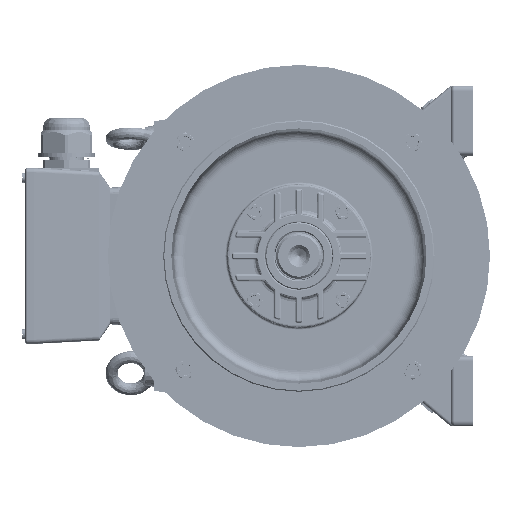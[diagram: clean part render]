
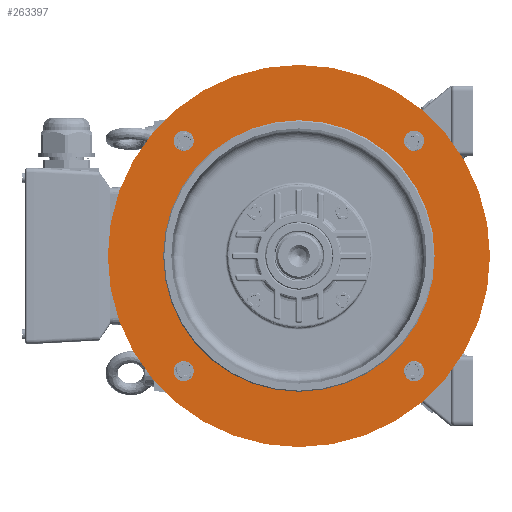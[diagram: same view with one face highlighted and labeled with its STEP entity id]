
A CAD part, left-side view. The second image highlights one B-rep face of the part: STEP entity #263397.
In plain terms, the highlighted planar face has unit normal (-1, 0, 0).
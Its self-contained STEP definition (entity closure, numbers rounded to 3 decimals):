
#2702 = ORIENTED_EDGE ( 'NONE', *, *, #316077, .F. ) ;
#7541 = CARTESIAN_POINT ( 'NONE',  ( -286.809, 110.866, 227.934 ) ) ;
#14513 = DIRECTION ( 'NONE',  ( -1., 0., 0. ) ) ;
#15752 = CARTESIAN_POINT ( 'NONE',  ( -286.809, -171.2, 334. ) ) ;
#16433 = CARTESIAN_POINT ( 'NONE',  ( -286.809, 4.8, 334. ) ) ;
#16584 = CARTESIAN_POINT ( 'NONE',  ( -286.809, 180.8, 334. ) ) ;
#26457 = CARTESIAN_POINT ( 'NONE',  ( -286.809, 4.8, 334. ) ) ;
#26770 = VERTEX_POINT ( 'NONE', #308963 ) ;
#32461 = AXIS2_PLACEMENT_3D ( 'NONE', #7541, #82298, #88264 ) ;
#34384 = CARTESIAN_POINT ( 'NONE',  ( -286.809, -92.016, 227.934 ) ) ;
#35219 = AXIS2_PLACEMENT_3D ( 'NONE', #46957, #294639, #179706 ) ;
#40789 = VERTEX_POINT ( 'NONE', #15752 ) ;
#42204 = ORIENTED_EDGE ( 'NONE', *, *, #228671, .F. ) ;
#43387 = DIRECTION ( 'NONE',  ( 0., 0., 1. ) ) ;
#45822 = VERTEX_POINT ( 'NONE', #320668 ) ;
#46957 = CARTESIAN_POINT ( 'NONE',  ( -286.809, -101.266, 440.066 ) ) ;
#49422 = DIRECTION ( 'NONE',  ( 0., -1., 0. ) ) ;
#63345 = DIRECTION ( 'NONE',  ( 0., 1., 0. ) ) ;
#69909 = VERTEX_POINT ( 'NONE', #34384 ) ;
#70811 = FACE_BOUND ( 'NONE', #268847, .T. ) ;
#71048 = DIRECTION ( 'NONE',  ( -1., 0., 0. ) ) ;
#72759 = CIRCLE ( 'NONE', #35219, 9.25 ) ;
#73496 = VERTEX_POINT ( 'NONE', #169839 ) ;
#74954 = EDGE_CURVE ( 'NONE', #269891, #270837, #72759, .T. ) ;
#76697 = CIRCLE ( 'NONE', #279656, 9.25 ) ;
#77372 = ORIENTED_EDGE ( 'NONE', *, *, #329701, .F. ) ;
#77465 = VERTEX_POINT ( 'NONE', #330565 ) ;
#79911 = DIRECTION ( 'NONE',  ( -1., 0., 0. ) ) ;
#82298 = DIRECTION ( 'NONE',  ( -1., 0., 0. ) ) ;
#83558 = ORIENTED_EDGE ( 'NONE', *, *, #297927, .F. ) ;
#84464 = AXIS2_PLACEMENT_3D ( 'NONE', #112977, #308887, #205305 ) ;
#85480 = DIRECTION ( 'NONE',  ( -1., 0., 0. ) ) ;
#88264 = DIRECTION ( 'NONE',  ( 0., 1., 0. ) ) ;
#88777 = CARTESIAN_POINT ( 'NONE',  ( -286.809, -92.016, 440.066 ) ) ;
#91348 = CARTESIAN_POINT ( 'NONE',  ( -286.809, -101.266, 440.066 ) ) ;
#93479 = DIRECTION ( 'NONE',  ( 0., -1., 0. ) ) ;
#104730 = PLANE ( 'NONE',  #307848 ) ;
#109268 = AXIS2_PLACEMENT_3D ( 'NONE', #123967, #14513, #43387 ) ;
#110700 = DIRECTION ( 'NONE',  ( -1., 0., 0. ) ) ;
#112937 = ORIENTED_EDGE ( 'NONE', *, *, #207731, .F. ) ;
#112977 = CARTESIAN_POINT ( 'NONE',  ( -286.809, 4.8, 334. ) ) ;
#115069 = CARTESIAN_POINT ( 'NONE',  ( -286.809, 110.866, 227.934 ) ) ;
#117973 = ORIENTED_EDGE ( 'NONE', *, *, #197011, .F. ) ;
#118283 = EDGE_CURVE ( 'NONE', #173692, #40789, #323401, .T. ) ;
#123967 = CARTESIAN_POINT ( 'NONE',  ( -286.809, 110.866, 440.066 ) ) ;
#125926 = DIRECTION ( 'NONE',  ( 0., -1., 0. ) ) ;
#136014 = DIRECTION ( 'NONE',  ( -1., 0., 0. ) ) ;
#136907 = CARTESIAN_POINT ( 'NONE',  ( -286.809, -110.516, 227.934 ) ) ;
#141011 = ORIENTED_EDGE ( 'NONE', *, *, #180620, .F. ) ;
#143564 = DIRECTION ( 'NONE',  ( -1., 0., 0. ) ) ;
#157311 = CARTESIAN_POINT ( 'NONE',  ( -286.809, 4.8, 334. ) ) ;
#162999 = FACE_BOUND ( 'NONE', #355913, .T. ) ;
#169008 = VERTEX_POINT ( 'NONE', #136907 ) ;
#169839 = CARTESIAN_POINT ( 'NONE',  ( -286.809, -120.2, 334. ) ) ;
#170472 = DIRECTION ( 'NONE',  ( -1., 0., 0. ) ) ;
#172684 = CIRCLE ( 'NONE', #263092, 9.25 ) ;
#173692 = VERTEX_POINT ( 'NONE', #16584 ) ;
#177229 = EDGE_LOOP ( 'NONE', ( #141011, #77372 ) ) ;
#177801 = AXIS2_PLACEMENT_3D ( 'NONE', #293468, #143564, #304755 ) ;
#178730 = ORIENTED_EDGE ( 'NONE', *, *, #118283, .T. ) ;
#179706 = DIRECTION ( 'NONE',  ( 0., -1., 0. ) ) ;
#180051 = CARTESIAN_POINT ( 'NONE',  ( -286.809, 4.8, 334. ) ) ;
#180255 = AXIS2_PLACEMENT_3D ( 'NONE', #26457, #170472, #49422 ) ;
#180346 = FACE_OUTER_BOUND ( 'NONE', #286203, .T. ) ;
#180620 = EDGE_CURVE ( 'NONE', #73496, #45822, #263270, .T. ) ;
#181029 = DIRECTION ( 'NONE',  ( 0., 0., 1. ) ) ;
#181356 = ORIENTED_EDGE ( 'NONE', *, *, #241264, .T. ) ;
#184484 = DIRECTION ( 'NONE',  ( -1., 0., 0. ) ) ;
#188916 = CARTESIAN_POINT ( 'NONE',  ( -286.809, -110.516, 440.066 ) ) ;
#191637 = FACE_BOUND ( 'NONE', #258450, .T. ) ;
#197011 = EDGE_CURVE ( 'NONE', #169008, #69909, #305485, .T. ) ;
#197468 = CIRCLE ( 'NONE', #318607, 125. ) ;
#205305 = DIRECTION ( 'NONE',  ( 0., -1., 0. ) ) ;
#207731 = EDGE_CURVE ( 'NONE', #69909, #169008, #344457, .T. ) ;
#219641 = CARTESIAN_POINT ( 'NONE',  ( -286.809, 101.616, 227.934 ) ) ;
#219851 = CIRCLE ( 'NONE', #32461, 9.25 ) ;
#221422 = DIRECTION ( 'NONE',  ( -1., 0., 0. ) ) ;
#228309 = DIRECTION ( 'NONE',  ( 0., 0., -1. ) ) ;
#228671 = EDGE_CURVE ( 'NONE', #270837, #269891, #76697, .T. ) ;
#229487 = EDGE_LOOP ( 'NONE', ( #42204, #248866 ) ) ;
#230394 = VERTEX_POINT ( 'NONE', #219641 ) ;
#231589 = EDGE_CURVE ( 'NONE', #77465, #230394, #219851, .T. ) ;
#232810 = CIRCLE ( 'NONE', #109268, 9.25 ) ;
#239946 = CARTESIAN_POINT ( 'NONE',  ( -286.809, -101.266, 227.934 ) ) ;
#241264 = EDGE_CURVE ( 'NONE', #40789, #173692, #344722, .T. ) ;
#244810 = ORIENTED_EDGE ( 'NONE', *, *, #298074, .F. ) ;
#245005 = CARTESIAN_POINT ( 'NONE',  ( -286.809, 120.116, 440.066 ) ) ;
#248866 = ORIENTED_EDGE ( 'NONE', *, *, #74954, .F. ) ;
#249343 = FACE_BOUND ( 'NONE', #177229, .T. ) ;
#249458 = VERTEX_POINT ( 'NONE', #245005 ) ;
#258450 = EDGE_LOOP ( 'NONE', ( #117973, #112937 ) ) ;
#260898 = FACE_BOUND ( 'NONE', #229487, .T. ) ;
#263092 = AXIS2_PLACEMENT_3D ( 'NONE', #115069, #184484, #63345 ) ;
#263270 = CIRCLE ( 'NONE', #316040, 125. ) ;
#263397 = ADVANCED_FACE ( 'NONE', ( #191637, #162999, #70811, #260898, #180346, #249343 ), #104730, .T. ) ;
#264436 = DIRECTION ( 'NONE',  ( 0., -1., 0. ) ) ;
#266154 = AXIS2_PLACEMENT_3D ( 'NONE', #267282, #221422, #181029 ) ;
#267282 = CARTESIAN_POINT ( 'NONE',  ( -286.809, 110.866, 440.066 ) ) ;
#268847 = EDGE_LOOP ( 'NONE', ( #83558, #244810 ) ) ;
#269891 = VERTEX_POINT ( 'NONE', #88777 ) ;
#270837 = VERTEX_POINT ( 'NONE', #188916 ) ;
#279656 = AXIS2_PLACEMENT_3D ( 'NONE', #91348, #79911, #264436 ) ;
#286203 = EDGE_LOOP ( 'NONE', ( #181356, #178730 ) ) ;
#292521 = CIRCLE ( 'NONE', #266154, 9.25 ) ;
#293468 = CARTESIAN_POINT ( 'NONE',  ( -286.809, -101.266, 227.934 ) ) ;
#294639 = DIRECTION ( 'NONE',  ( -1., 0., 0. ) ) ;
#297927 = EDGE_CURVE ( 'NONE', #26770, #249458, #292521, .T. ) ;
#298074 = EDGE_CURVE ( 'NONE', #249458, #26770, #232810, .T. ) ;
#304755 = DIRECTION ( 'NONE',  ( 0., 0., -1. ) ) ;
#305485 = CIRCLE ( 'NONE', #177801, 9.25 ) ;
#307848 = AXIS2_PLACEMENT_3D ( 'NONE', #157311, #71048, #347341 ) ;
#308887 = DIRECTION ( 'NONE',  ( -1., 0., 0. ) ) ;
#308963 = CARTESIAN_POINT ( 'NONE',  ( -286.809, 101.616, 440.066 ) ) ;
#316040 = AXIS2_PLACEMENT_3D ( 'NONE', #16433, #85480, #125926 ) ;
#316077 = EDGE_CURVE ( 'NONE', #230394, #77465, #172684, .T. ) ;
#318607 = AXIS2_PLACEMENT_3D ( 'NONE', #180051, #110700, #93479 ) ;
#320668 = CARTESIAN_POINT ( 'NONE',  ( -286.809, 129.8, 334. ) ) ;
#323401 = CIRCLE ( 'NONE', #180255, 176. ) ;
#329701 = EDGE_CURVE ( 'NONE', #45822, #73496, #197468, .T. ) ;
#330565 = CARTESIAN_POINT ( 'NONE',  ( -286.809, 120.116, 227.934 ) ) ;
#339935 = AXIS2_PLACEMENT_3D ( 'NONE', #239946, #136014, #228309 ) ;
#344457 = CIRCLE ( 'NONE', #339935, 9.25 ) ;
#344722 = CIRCLE ( 'NONE', #84464, 176. ) ;
#344990 = ORIENTED_EDGE ( 'NONE', *, *, #231589, .F. ) ;
#347341 = DIRECTION ( 'NONE',  ( 0., -1., 0. ) ) ;
#355913 = EDGE_LOOP ( 'NONE', ( #2702, #344990 ) ) ;
